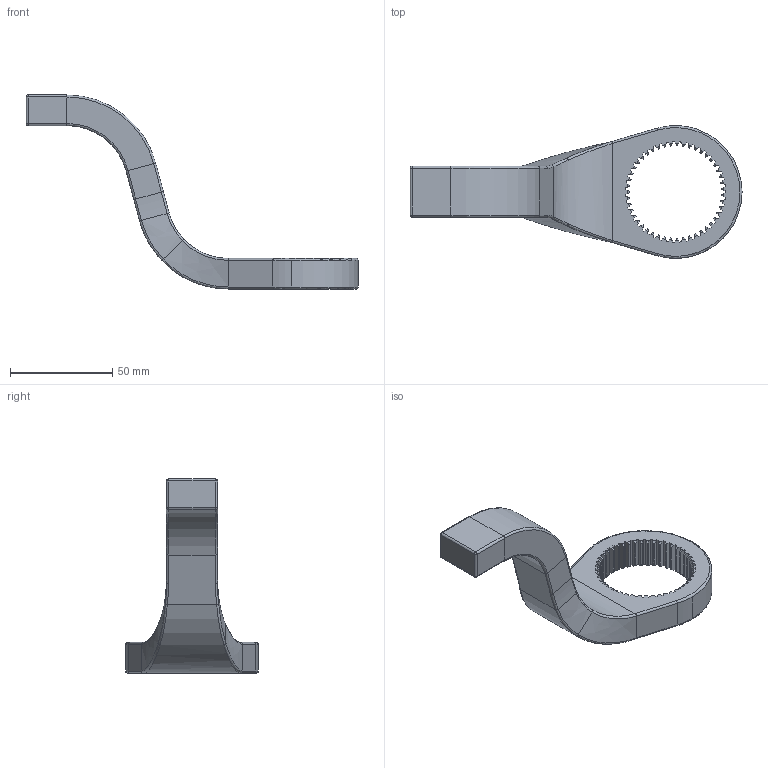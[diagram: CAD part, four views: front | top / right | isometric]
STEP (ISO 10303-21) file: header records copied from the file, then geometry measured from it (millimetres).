
FILE_DESCRIPTION((''),'2;1');
FILE_NAME('6158120700','2015-02-18T',('gredl'),(''),'PRO/ENGINEER BY PARAMETRIC TECHNOLOGY CORPORATION, 2014200','PRO/ENGINEER BY PARAMETRIC TECHNOLOGY CORPORATION, 2014200','');
FILE_SCHEMA(('AUTOMOTIVE_DESIGN { 1 0 10303 214 1 1 1 1 }'));
Length unit declared in the file: millimetre
Products named in the file (1): 6158120700
Bounding box: 162.5 x 65 x 95 mm (x, y, z)
Volume: 87695.4 mm3; surface area: 22488.7 mm2
Topology: 1 solids, 1 shells, 348 faces, 982 edges, 636 vertices
Faces by surface type: plane 156, cone 94, cylinder 72, bspline 12, torus 10, sphere 4
Entity records: 15754 total; most frequent: CARTESIAN_POINT 3368, ORIENTED_EDGE 1964, DIRECTION 1678, PRESENTATION_STYLE_ASSIGNMENT 983, STYLED_ITEM 983, CURVE_STYLE 982, EDGE_CURVE 982, VERTEX_POINT 636
